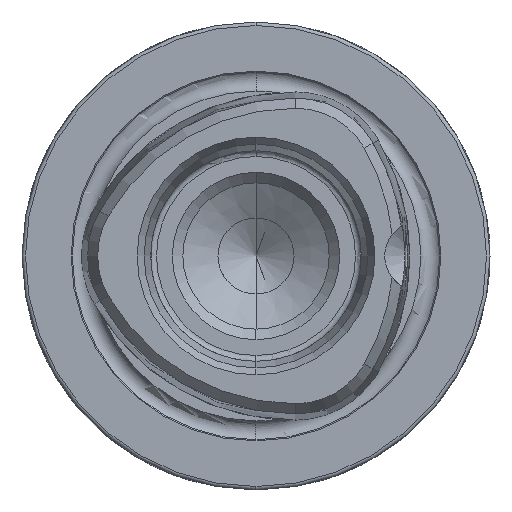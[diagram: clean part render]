
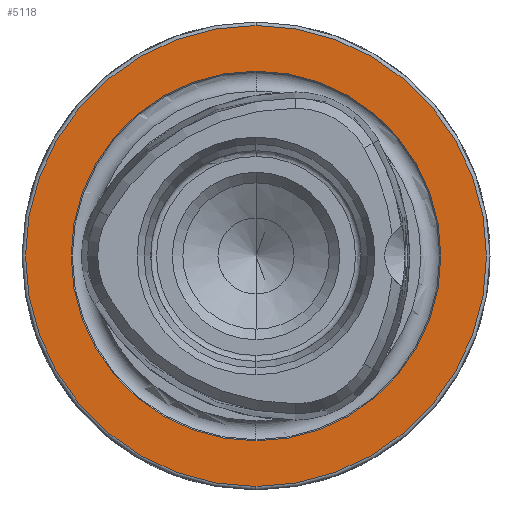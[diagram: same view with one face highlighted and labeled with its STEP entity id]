
A CAD part, left-side view. The second image highlights one B-rep face of the part: STEP entity #5118.
In plain terms, the highlighted planar face has unit normal (-1, 0, 0).
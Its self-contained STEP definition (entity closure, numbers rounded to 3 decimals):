
#538 = CIRCLE ( 'NONE', #5525, 15.8 ) ;
#600 = VERTEX_POINT ( 'NONE', #3962 ) ;
#615 = VERTEX_POINT ( 'NONE', #3932 ) ;
#960 = ORIENTED_EDGE ( 'NONE', *, *, #7952, .F. ) ;
#974 = ORIENTED_EDGE ( 'NONE', *, *, #4812, .T. ) ;
#993 = ORIENTED_EDGE ( 'NONE', *, *, #4702, .T. ) ;
#1042 = ORIENTED_EDGE ( 'NONE', *, *, #4807, .F. ) ;
#2037 = DIRECTION ( 'NONE',  ( 1., 0., 0. ) ) ;
#2066 = CARTESIAN_POINT ( 'NONE',  ( 0., 0., 15.8 ) ) ;
#2095 = CARTESIAN_POINT ( 'NONE',  ( 0., 15.8, 0. ) ) ;
#2136 = DIRECTION ( 'NONE',  ( 0., 0., -1. ) ) ;
#2156 = PLANE ( 'NONE',  #4267 ) ;
#2180 = AXIS2_PLACEMENT_3D ( 'NONE', #4521, #4525, #4550 ) ;
#2183 = AXIS2_PLACEMENT_3D ( 'NONE', #6079, #6138, #6092 ) ;
#2226 = AXIS2_PLACEMENT_3D ( 'NONE', #7310, #7279, #7297 ) ;
#2665 = EDGE_LOOP ( 'NONE', ( #974, #993 ) ) ;
#3319 = EDGE_LOOP ( 'NONE', ( #960, #1042 ) ) ;
#3932 = CARTESIAN_POINT ( 'NONE',  ( 0., 0., -19.7 ) ) ;
#3962 = CARTESIAN_POINT ( 'NONE',  ( 0., 0., 19.7 ) ) ;
#4267 = AXIS2_PLACEMENT_3D ( 'NONE', #2095, #2037, #2136 ) ;
#4521 = CARTESIAN_POINT ( 'NONE',  ( 0., 0., 0. ) ) ;
#4525 = DIRECTION ( 'NONE',  ( -1., 0., 0. ) ) ;
#4550 = DIRECTION ( 'NONE',  ( 0., 0., 1. ) ) ;
#4702 = EDGE_CURVE ( 'NONE', #615, #600, #6622, .T. ) ;
#4807 = EDGE_CURVE ( 'NONE', #5351, #5141, #9431, .T. ) ;
#4812 = EDGE_CURVE ( 'NONE', #600, #615, #9257, .T. ) ;
#5118 = ADVANCED_FACE ( 'NONE', ( #9753, #9873 ), #2156, .F. ) ;
#5141 = VERTEX_POINT ( 'NONE', #2066 ) ;
#5351 = VERTEX_POINT ( 'NONE', #6433 ) ;
#5525 = AXIS2_PLACEMENT_3D ( 'NONE', #8718, #8719, #8720 ) ;
#6079 = CARTESIAN_POINT ( 'NONE',  ( 0., 0., 0. ) ) ;
#6092 = DIRECTION ( 'NONE',  ( 0., 0., 1. ) ) ;
#6138 = DIRECTION ( 'NONE',  ( -1., 0., 0. ) ) ;
#6433 = CARTESIAN_POINT ( 'NONE',  ( 0., 0., -15.8 ) ) ;
#6622 = CIRCLE ( 'NONE', #2226, 19.7 ) ;
#7279 = DIRECTION ( 'NONE',  ( -1., 0., 0. ) ) ;
#7297 = DIRECTION ( 'NONE',  ( 0., 0., 1. ) ) ;
#7310 = CARTESIAN_POINT ( 'NONE',  ( 0., 0., 0. ) ) ;
#7952 = EDGE_CURVE ( 'NONE', #5141, #5351, #538, .T. ) ;
#8718 = CARTESIAN_POINT ( 'NONE',  ( 0., 0., 0. ) ) ;
#8719 = DIRECTION ( 'NONE',  ( -1., 0., 0. ) ) ;
#8720 = DIRECTION ( 'NONE',  ( 0., 0., 1. ) ) ;
#9257 = CIRCLE ( 'NONE', #2180, 19.7 ) ;
#9431 = CIRCLE ( 'NONE', #2183, 15.8 ) ;
#9753 = FACE_BOUND ( 'NONE', #3319, .T. ) ;
#9873 = FACE_OUTER_BOUND ( 'NONE', #2665, .T. ) ;
